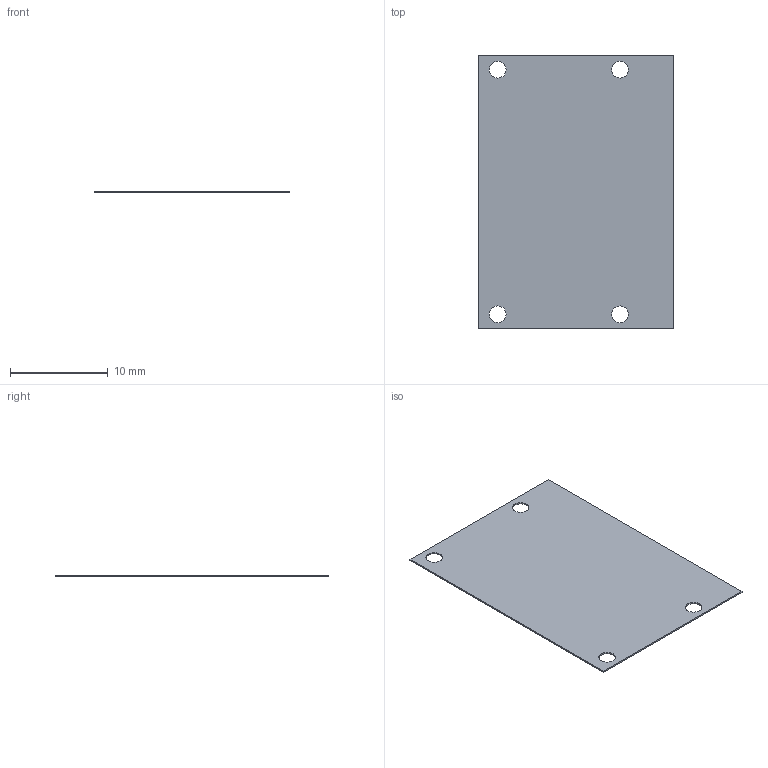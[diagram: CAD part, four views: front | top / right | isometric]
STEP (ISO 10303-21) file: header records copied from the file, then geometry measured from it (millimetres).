
FILE_DESCRIPTION(/* description */ (''),/* implementation_level */ '2;1');
FILE_NAME(/* name */ 'a_Leg_2D_cut_20220617_kapton.step',/* time_stamp */ '2022-06-17T10:15:32-06:00',/* author */ (''),/* organization */ (''),/* preprocessor_version */ 'ST-DEVELOPER v19',/* originating_system */ 'Autodesk Translation Framework v11.7.0.108',/* authorisation */ '');
FILE_SCHEMA (('AUTOMOTIVE_DESIGN { 1 0 10303 214 3 1 1 }'));
Length unit declared in the file: millimetre
Products named in the file (2): a_Leg_2D_cut_20220616_short_leg; Cut_Kapton
Assembly tree (1 placements, depth 2):
  a_Leg_2D_cut_20220616_short_leg
    Cut_Kapton
Bounding box: 20 x 28 x 0.15 mm (x, y, z)
Volume: 82.6 mm3; surface area: 1119.4 mm2
Topology: 1 solids, 1 shells, 10 faces, 24 edges, 16 vertices
Faces by surface type: plane 6, cylinder 4
Full cylindrical faces by diameter (mm): 1.7 x4
Entity records: 365 total; most frequent: DIRECTION 58, CARTESIAN_POINT 53, ORIENTED_EDGE 48, EDGE_CURVE 24, AXIS2_PLACEMENT_3D 21, EDGE_LOOP 18, LINE 16, VECTOR 16
